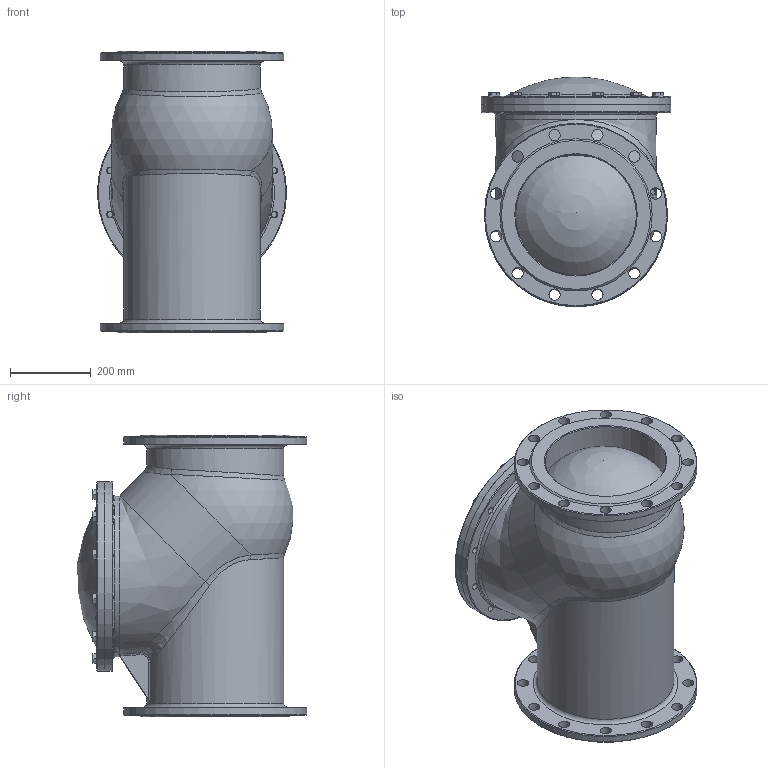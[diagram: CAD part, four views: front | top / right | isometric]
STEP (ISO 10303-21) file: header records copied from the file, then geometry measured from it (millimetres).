
FILE_DESCRIPTION(/* description */ (''),/* implementation_level */ '2;1');
FILE_NAME(/* name */ 'DN300_3D_STEP.stp',/* time_stamp */ '2025-09-29T00:58:03+03:00',/* author */ ('igorr'),/* organization */ (''),/* preprocessor_version */ 'ST-DEVELOPER v20',/* originating_system */ 'Autodesk Inventor 2025',/* authorisation */ '');
FILE_SCHEMA (('AUTOMOTIVE_DESIGN { 1 0 10303 214 3 1 1 }'));
Length unit declared in the file: millimetre
Products named in the file (3): Сборка1; Деталь1; AS 1110 - M16 x 25
Assembly tree (13 placements, depth 2):
  Сборка1
    Деталь1
    AS 1110 - M16 x 25  x12
Bounding box: 470 x 570.31 x 700 mm (x, y, z)
Volume: 75413697 mm3; surface area: 2101279.5 mm2
Topology: 13 solids, 13 shells, 474 faces, 1135 edges, 701 vertices
Faces by surface type: plane 233, cylinder 98, cone 92, bspline 39, torus 8, sphere 4
Full cylindrical faces by diameter (mm): 16 x12, 17 x24, 24 x12, 28 x24, 300 x2, 340 x2, 400 x2, 455 x2, 470 x2
Entity records: 9142 total; most frequent: CARTESIAN_POINT 3390, ORIENTED_EDGE 1142, DIRECTION 1131, EDGE_CURVE 571, AXIS2_PLACEMENT_3D 484, VERTEX_POINT 371, EDGE_LOOP 312, CIRCLE 215
